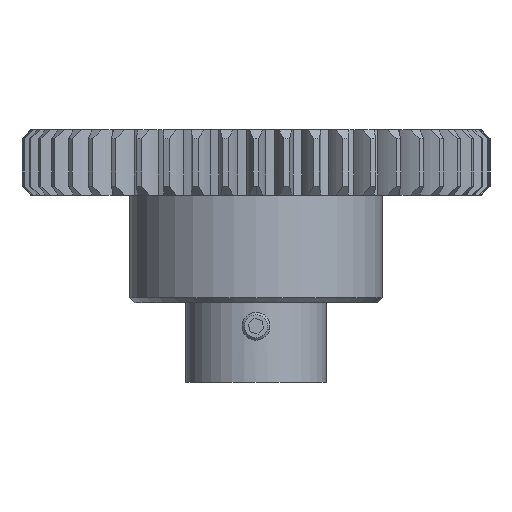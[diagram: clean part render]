
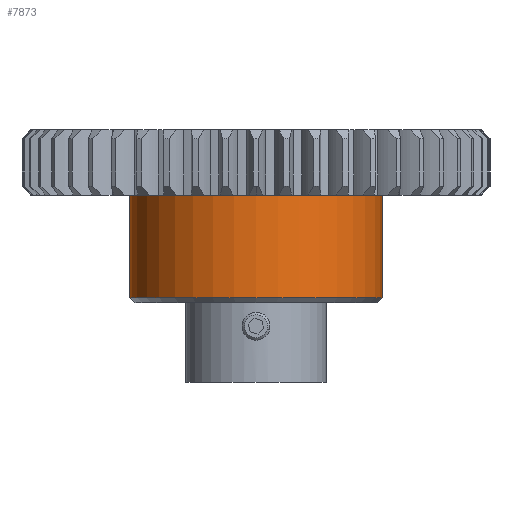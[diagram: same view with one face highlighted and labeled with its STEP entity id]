
A CAD part, front view. The second image highlights one B-rep face of the part: STEP entity #7873.
In plain terms, the highlighted cylindrical face has radius 13.5 mm (diameter 27 mm), a partial arc.
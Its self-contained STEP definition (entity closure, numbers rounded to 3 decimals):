
#221 = ORIENTED_EDGE ( 'NONE', *, *, #3629, .T. ) ;
#765 = AXIS2_PLACEMENT_3D ( 'NONE', #12289, #11379, #5605 ) ;
#1067 = VERTEX_POINT ( 'NONE', #11873 ) ;
#1336 = LINE ( 'NONE', #6288, #9974 ) ;
#1756 = DIRECTION ( 'NONE',  ( 0., 0., 1. ) ) ;
#2523 = EDGE_CURVE ( 'NONE', #2728, #4024, #10245, .T. ) ;
#2728 = VERTEX_POINT ( 'NONE', #6189 ) ;
#2794 = EDGE_CURVE ( 'NONE', #2728, #3572, #1336, .T. ) ;
#3572 = VERTEX_POINT ( 'NONE', #6664 ) ;
#3629 = EDGE_CURVE ( 'NONE', #4024, #1067, #4497, .T. ) ;
#4024 = VERTEX_POINT ( 'NONE', #11201 ) ;
#4036 = CARTESIAN_POINT ( 'NONE',  ( 0., 0., 0.54 ) ) ;
#4304 = ORIENTED_EDGE ( 'NONE', *, *, #9446, .F. ) ;
#4497 = LINE ( 'NONE', #5610, #11741 ) ;
#5271 = ORIENTED_EDGE ( 'NONE', *, *, #2794, .F. ) ;
#5605 = DIRECTION ( 'NONE',  ( 1., 0., 0. ) ) ;
#5610 = CARTESIAN_POINT ( 'NONE',  ( 13.5, 0., 0. ) ) ;
#5728 = DIRECTION ( 'NONE',  ( 0., 0., 1. ) ) ;
#5839 = DIRECTION ( 'NONE',  ( 0., 0., 1. ) ) ;
#6144 = FACE_OUTER_BOUND ( 'NONE', #11862, .T. ) ;
#6189 = CARTESIAN_POINT ( 'NONE',  ( -13.5, 0., 0.54 ) ) ;
#6288 = CARTESIAN_POINT ( 'NONE',  ( -13.5, 0., 0. ) ) ;
#6424 = ORIENTED_EDGE ( 'NONE', *, *, #2523, .T. ) ;
#6664 = CARTESIAN_POINT ( 'NONE',  ( -13.5, 0., 11.5 ) ) ;
#6724 = DIRECTION ( 'NONE',  ( 1., 0., 0. ) ) ;
#7736 = DIRECTION ( 'NONE',  ( 0., 0., 1. ) ) ;
#7756 = AXIS2_PLACEMENT_3D ( 'NONE', #9712, #5839, #6724 ) ;
#7873 = ADVANCED_FACE ( 'NONE', ( #6144 ), #10218, .T. ) ;
#8949 = CIRCLE ( 'NONE', #7756, 13.5 ) ;
#9446 = EDGE_CURVE ( 'NONE', #3572, #1067, #8949, .T. ) ;
#9712 = CARTESIAN_POINT ( 'NONE',  ( 0., 0., 11.5 ) ) ;
#9974 = VECTOR ( 'NONE', #1756, 1000. ) ;
#10218 = CYLINDRICAL_SURFACE ( 'NONE', #765, 13.5 ) ;
#10245 = CIRCLE ( 'NONE', #11338, 13.5 ) ;
#11201 = CARTESIAN_POINT ( 'NONE',  ( 13.5, 0., 0.54 ) ) ;
#11338 = AXIS2_PLACEMENT_3D ( 'NONE', #4036, #7736, #11737 ) ;
#11379 = DIRECTION ( 'NONE',  ( 0., 0., 1. ) ) ;
#11737 = DIRECTION ( 'NONE',  ( 1., 0., 0. ) ) ;
#11741 = VECTOR ( 'NONE', #5728, 1000. ) ;
#11862 = EDGE_LOOP ( 'NONE', ( #5271, #6424, #221, #4304 ) ) ;
#11873 = CARTESIAN_POINT ( 'NONE',  ( 13.5, 0., 11.5 ) ) ;
#12289 = CARTESIAN_POINT ( 'NONE',  ( 0., 0., 0. ) ) ;
